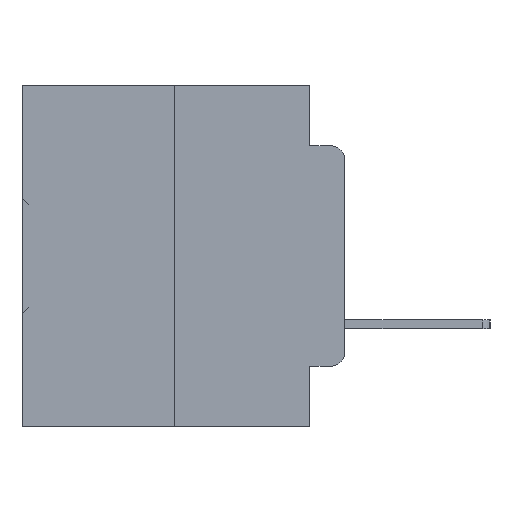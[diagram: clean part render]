
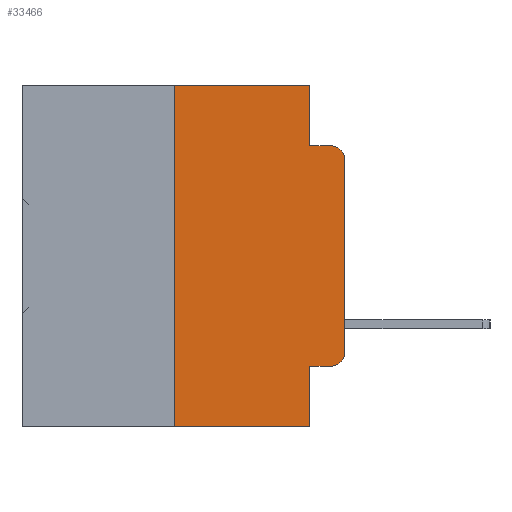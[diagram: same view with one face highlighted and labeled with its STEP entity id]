
A CAD part, left-side view. The second image highlights one B-rep face of the part: STEP entity #33466.
In plain terms, the highlighted planar face has unit normal (-1, 0, 0).
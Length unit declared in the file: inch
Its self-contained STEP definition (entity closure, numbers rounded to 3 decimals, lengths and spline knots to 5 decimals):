
#14 = AXIS2_PLACEMENT_3D ( 'NONE', #24657, #8216, #27379 ) ;
#165 = CARTESIAN_POINT ( 'NONE',  ( 0., 0.051, -0.0885 ) ) ;
#231 = VERTEX_POINT ( 'NONE', #15606 ) ;
#429 = CIRCLE ( 'NONE', #625, 0.02 ) ;
#572 = DIRECTION ( 'NONE',  ( 0., 0., -1. ) ) ;
#625 = AXIS2_PLACEMENT_3D ( 'NONE', #18694, #1967, #21485 ) ;
#1201 = CARTESIAN_POINT ( 'NONE',  ( 0., 0.02, -0.4115 ) ) ;
#1285 = ORIENTED_EDGE ( 'NONE', *, *, #35361, .T. ) ;
#1491 = EDGE_CURVE ( 'NONE', #14110, #14570, #28757, .T. ) ;
#1967 = DIRECTION ( 'NONE',  ( -1., 0., 0. ) ) ;
#2984 = DIRECTION ( 'NONE',  ( 0., -1., 0. ) ) ;
#3075 = CARTESIAN_POINT ( 'NONE',  ( 0., 0., 0. ) ) ;
#3160 = AXIS2_PLACEMENT_3D ( 'NONE', #33641, #17395, #572 ) ;
#4203 = DIRECTION ( 'NONE',  ( 0., -1., 0. ) ) ;
#4959 = VECTOR ( 'NONE', #2984, 39.37008 ) ;
#5263 = CARTESIAN_POINT ( 'NONE',  ( 0., 0.25, -0.5 ) ) ;
#5950 = DIRECTION ( 'NONE',  ( 0., 0., 1. ) ) ;
#6238 = VECTOR ( 'NONE', #19461, 39.37008 ) ;
#8216 = DIRECTION ( 'NONE',  ( -1., 0., 0. ) ) ;
#8667 = CARTESIAN_POINT ( 'NONE',  ( 0., 0.051, -0.4115 ) ) ;
#8701 = CARTESIAN_POINT ( 'NONE',  ( 0., 0.051, -0.4115 ) ) ;
#8901 = ORIENTED_EDGE ( 'NONE', *, *, #22746, .T. ) ;
#9709 = CARTESIAN_POINT ( 'NONE',  ( 0., 0.473, -0.5 ) ) ;
#10956 = CARTESIAN_POINT ( 'NONE',  ( 0., 0.051, -0.5 ) ) ;
#11560 = CARTESIAN_POINT ( 'NONE',  ( 0., 0.051, -0.0885 ) ) ;
#11676 = LINE ( 'NONE', #32536, #32548 ) ;
#12366 = VERTEX_POINT ( 'NONE', #19659 ) ;
#12874 = EDGE_CURVE ( 'NONE', #17158, #31098, #11676, .T. ) ;
#13237 = ORIENTED_EDGE ( 'NONE', *, *, #27531, .T. ) ;
#14110 = VERTEX_POINT ( 'NONE', #8701 ) ;
#14327 = DIRECTION ( 'NONE',  ( 0., 0., -1. ) ) ;
#14338 = DIRECTION ( 'NONE',  ( 0., -1., 0. ) ) ;
#14528 = ORIENTED_EDGE ( 'NONE', *, *, #1491, .F. ) ;
#14570 = VERTEX_POINT ( 'NONE', #10956 ) ;
#14716 = EDGE_CURVE ( 'NONE', #231, #15384, #22341, .T. ) ;
#14940 = ORIENTED_EDGE ( 'NONE', *, *, #16538, .F. ) ;
#15144 = LINE ( 'NONE', #9709, #27958 ) ;
#15384 = VERTEX_POINT ( 'NONE', #165 ) ;
#15606 = CARTESIAN_POINT ( 'NONE',  ( 0., 0.051, 0. ) ) ;
#15695 = CARTESIAN_POINT ( 'NONE',  ( 0., 0., -0.1085 ) ) ;
#15794 = ORIENTED_EDGE ( 'NONE', *, *, #14716, .F. ) ;
#16254 = DIRECTION ( 'NONE',  ( 0., 0., 1. ) ) ;
#16538 = EDGE_CURVE ( 'NONE', #15384, #34503, #20463, .T. ) ;
#16696 = CARTESIAN_POINT ( 'NONE',  ( 0., 0.473, 0. ) ) ;
#17104 = DIRECTION ( 'NONE',  ( 0., 0., -1. ) ) ;
#17158 = VERTEX_POINT ( 'NONE', #5263 ) ;
#17395 = DIRECTION ( 'NONE',  ( 1., 0., 0. ) ) ;
#18360 = ORIENTED_EDGE ( 'NONE', *, *, #12874, .F. ) ;
#18694 = CARTESIAN_POINT ( 'NONE',  ( 0., 0.02, -0.3915 ) ) ;
#18803 = VERTEX_POINT ( 'NONE', #15695 ) ;
#19461 = DIRECTION ( 'NONE',  ( 0., -1., 0. ) ) ;
#19659 = CARTESIAN_POINT ( 'NONE',  ( 0., 0., -0.3915 ) ) ;
#20463 = LINE ( 'NONE', #11560, #33975 ) ;
#20965 = ORIENTED_EDGE ( 'NONE', *, *, #25983, .T. ) ;
#21485 = DIRECTION ( 'NONE',  ( 0., 0., -1. ) ) ;
#22341 = LINE ( 'NONE', #22601, #28675 ) ;
#22601 = CARTESIAN_POINT ( 'NONE',  ( 0., 0.051, 0. ) ) ;
#22746 = EDGE_CURVE ( 'NONE', #31369, #12366, #429, .T. ) ;
#24657 = CARTESIAN_POINT ( 'NONE',  ( 0., 0.02, -0.1085 ) ) ;
#24799 = ORIENTED_EDGE ( 'NONE', *, *, #28699, .F. ) ;
#24823 = VECTOR ( 'NONE', #5950, 39.37008 ) ;
#24956 = FACE_OUTER_BOUND ( 'NONE', #28190, .T. ) ;
#25983 = EDGE_CURVE ( 'NONE', #17158, #14570, #15144, .T. ) ;
#26912 = ORIENTED_EDGE ( 'NONE', *, *, #31114, .T. ) ;
#27364 = LINE ( 'NONE', #3075, #24823 ) ;
#27379 = DIRECTION ( 'NONE',  ( 0., 0., -1. ) ) ;
#27531 = EDGE_CURVE ( 'NONE', #18803, #34503, #31158, .T. ) ;
#27762 = LINE ( 'NONE', #8667, #4959 ) ;
#27850 = CARTESIAN_POINT ( 'NONE',  ( 0., 0.02, -0.0885 ) ) ;
#27958 = VECTOR ( 'NONE', #4203, 39.37008 ) ;
#28124 = LINE ( 'NONE', #16696, #6238 ) ;
#28190 = EDGE_LOOP ( 'NONE', ( #26912, #13237, #14940, #15794, #24799, #18360, #20965, #14528, #1285, #8901 ) ) ;
#28252 = PLANE ( 'NONE',  #3160 ) ;
#28675 = VECTOR ( 'NONE', #14327, 39.37008 ) ;
#28699 = EDGE_CURVE ( 'NONE', #31098, #231, #28124, .T. ) ;
#28757 = LINE ( 'NONE', #34622, #35041 ) ;
#31098 = VERTEX_POINT ( 'NONE', #33070 ) ;
#31114 = EDGE_CURVE ( 'NONE', #12366, #18803, #27364, .T. ) ;
#31158 = CIRCLE ( 'NONE', #14, 0.02 ) ;
#31369 = VERTEX_POINT ( 'NONE', #1201 ) ;
#32536 = CARTESIAN_POINT ( 'NONE',  ( 0., 0.25, 0. ) ) ;
#32548 = VECTOR ( 'NONE', #16254, 39.37008 ) ;
#33070 = CARTESIAN_POINT ( 'NONE',  ( 0., 0.25, 0. ) ) ;
#33466 = ADVANCED_FACE ( 'NONE', ( #24956 ), #28252, .F. ) ;
#33641 = CARTESIAN_POINT ( 'NONE',  ( 0., 0.473, 0. ) ) ;
#33975 = VECTOR ( 'NONE', #14338, 39.37008 ) ;
#34503 = VERTEX_POINT ( 'NONE', #27850 ) ;
#34622 = CARTESIAN_POINT ( 'NONE',  ( 0., 0.051, 0. ) ) ;
#35041 = VECTOR ( 'NONE', #17104, 39.37008 ) ;
#35361 = EDGE_CURVE ( 'NONE', #14110, #31369, #27762, .T. ) ;
